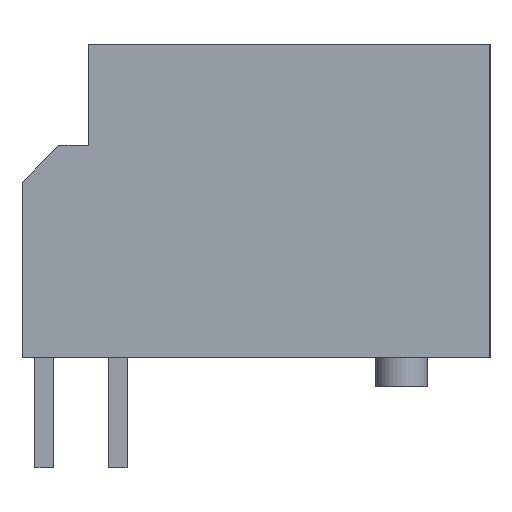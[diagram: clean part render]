
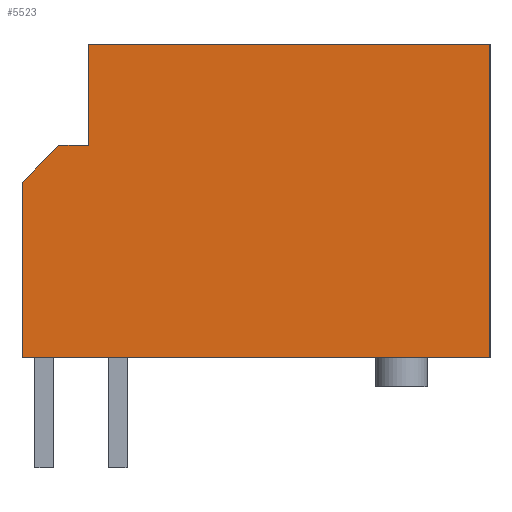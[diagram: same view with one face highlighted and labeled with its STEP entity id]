
A CAD part, left-side view. The second image highlights one B-rep face of the part: STEP entity #5523.
In plain terms, the highlighted planar face has unit normal (-1, 0, 0).
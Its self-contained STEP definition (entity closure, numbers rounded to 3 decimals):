
#238 = PLANE('',#239);
#239 = AXIS2_PLACEMENT_3D('',#240,#241,#242);
#240 = CARTESIAN_POINT('',(-2.,-12.1,0.));
#241 = DIRECTION('',(0.,0.,1.));
#242 = DIRECTION('',(0.,1.,0.));
#467 = VERTEX_POINT('',#468);
#468 = CARTESIAN_POINT('',(-2.,-12.1,0.));
#482 = PLANE('',#483);
#483 = AXIS2_PLACEMENT_3D('',#484,#485,#486);
#484 = CARTESIAN_POINT('',(-2.,-12.1,8.5));
#485 = DIRECTION('',(0.,1.,0.));
#486 = DIRECTION('',(0.,0.,-1.));
#494 = EDGE_CURVE('',#495,#467,#497,.T.);
#495 = VERTEX_POINT('',#496);
#496 = CARTESIAN_POINT('',(-2.,0.6,0.));
#497 = SURFACE_CURVE('',#498,(#502,#509),.PCURVE_S1.);
#498 = LINE('',#499,#500);
#499 = CARTESIAN_POINT('',(-2.,-12.1,0.));
#500 = VECTOR('',#501,1.);
#501 = DIRECTION('',(0.,-1.,0.));
#502 = PCURVE('',#238,#503);
#503 = DEFINITIONAL_REPRESENTATION('',(#504),#508);
#504 = LINE('',#505,#506);
#505 = CARTESIAN_POINT('',(0.,0.));
#506 = VECTOR('',#507,1.);
#507 = DIRECTION('',(-1.,0.));
#508 = ( GEOMETRIC_REPRESENTATION_CONTEXT(2) 
PARAMETRIC_REPRESENTATION_CONTEXT() REPRESENTATION_CONTEXT('2D SPACE',''
  ) );
#509 = PCURVE('',#510,#515);
#510 = PLANE('',#511);
#511 = AXIS2_PLACEMENT_3D('',#512,#513,#514);
#512 = CARTESIAN_POINT('',(-2.,0.6,8.5));
#513 = DIRECTION('',(-1.,0.,0.));
#514 = DIRECTION('',(0.,0.,-1.));
#515 = DEFINITIONAL_REPRESENTATION('',(#516),#520);
#516 = LINE('',#517,#518);
#517 = CARTESIAN_POINT('',(8.5,12.7));
#518 = VECTOR('',#519,1.);
#519 = DIRECTION('',(0.,1.));
#520 = ( GEOMETRIC_REPRESENTATION_CONTEXT(2) 
PARAMETRIC_REPRESENTATION_CONTEXT() REPRESENTATION_CONTEXT('2D SPACE',''
  ) );
#538 = PLANE('',#539);
#539 = AXIS2_PLACEMENT_3D('',#540,#541,#542);
#540 = CARTESIAN_POINT('',(-2.,0.6,4.75));
#541 = DIRECTION('',(0.,-1.,0.));
#542 = DIRECTION('',(0.,0.,1.));
#4563 = PLANE('',#4564);
#4564 = AXIS2_PLACEMENT_3D('',#4565,#4566,#4567);
#4565 = CARTESIAN_POINT('',(-2.,0.6,4.75));
#4566 = DIRECTION('',(0.,-0.707,
    -0.707));
#4567 = DIRECTION('',(0.,-0.707,0.707
    ));
#4591 = PLANE('',#4592);
#4592 = AXIS2_PLACEMENT_3D('',#4593,#4594,#4595);
#4593 = CARTESIAN_POINT('',(-2.,-0.4,5.75));
#4594 = DIRECTION('',(0.,0.,-1.));
#4595 = DIRECTION('',(0.,-1.,0.));
#4617 = PLANE('',#4618);
#4618 = AXIS2_PLACEMENT_3D('',#4619,#4620,#4621);
#4619 = CARTESIAN_POINT('',(-2.,-1.2,5.75));
#4620 = DIRECTION('',(0.,-1.,0.));
#4621 = DIRECTION('',(0.,0.,1.));
#5151 = VERTEX_POINT('',#5152);
#5152 = CARTESIAN_POINT('',(-2.,-12.1,8.5));
#5166 = PLANE('',#5167);
#5167 = AXIS2_PLACEMENT_3D('',#5168,#5169,#5170);
#5168 = CARTESIAN_POINT('',(-2.,-12.1,8.5));
#5169 = DIRECTION('',(0.,0.,-1.));
#5170 = DIRECTION('',(0.,-1.,0.));
#5178 = EDGE_CURVE('',#467,#5151,#5179,.T.);
#5179 = SURFACE_CURVE('',#5180,(#5184,#5191),.PCURVE_S1.);
#5180 = LINE('',#5181,#5182);
#5181 = CARTESIAN_POINT('',(-2.,-12.1,8.5));
#5182 = VECTOR('',#5183,1.);
#5183 = DIRECTION('',(0.,0.,1.));
#5184 = PCURVE('',#482,#5185);
#5185 = DEFINITIONAL_REPRESENTATION('',(#5186),#5190);
#5186 = LINE('',#5187,#5188);
#5187 = CARTESIAN_POINT('',(0.,0.));
#5188 = VECTOR('',#5189,1.);
#5189 = DIRECTION('',(-1.,0.));
#5190 = ( GEOMETRIC_REPRESENTATION_CONTEXT(2) 
PARAMETRIC_REPRESENTATION_CONTEXT() REPRESENTATION_CONTEXT('2D SPACE',''
  ) );
#5191 = PCURVE('',#510,#5192);
#5192 = DEFINITIONAL_REPRESENTATION('',(#5193),#5197);
#5193 = LINE('',#5194,#5195);
#5194 = CARTESIAN_POINT('',(0.,12.7));
#5195 = VECTOR('',#5196,1.);
#5196 = DIRECTION('',(-1.,0.));
#5197 = ( GEOMETRIC_REPRESENTATION_CONTEXT(2) 
PARAMETRIC_REPRESENTATION_CONTEXT() REPRESENTATION_CONTEXT('2D SPACE',''
  ) );
#5383 = VERTEX_POINT('',#5384);
#5384 = CARTESIAN_POINT('',(-2.,0.6,4.75));
#5407 = EDGE_CURVE('',#5383,#495,#5408,.T.);
#5408 = SURFACE_CURVE('',#5409,(#5413,#5420),.PCURVE_S1.);
#5409 = LINE('',#5410,#5411);
#5410 = CARTESIAN_POINT('',(-2.,0.6,4.75));
#5411 = VECTOR('',#5412,1.);
#5412 = DIRECTION('',(0.,0.,-1.));
#5413 = PCURVE('',#538,#5414);
#5414 = DEFINITIONAL_REPRESENTATION('',(#5415),#5419);
#5415 = LINE('',#5416,#5417);
#5416 = CARTESIAN_POINT('',(0.,0.));
#5417 = VECTOR('',#5418,1.);
#5418 = DIRECTION('',(-1.,0.));
#5419 = ( GEOMETRIC_REPRESENTATION_CONTEXT(2) 
PARAMETRIC_REPRESENTATION_CONTEXT() REPRESENTATION_CONTEXT('2D SPACE',''
  ) );
#5420 = PCURVE('',#510,#5421);
#5421 = DEFINITIONAL_REPRESENTATION('',(#5422),#5426);
#5422 = LINE('',#5423,#5424);
#5423 = CARTESIAN_POINT('',(3.75,0.));
#5424 = VECTOR('',#5425,1.);
#5425 = DIRECTION('',(1.,0.));
#5426 = ( GEOMETRIC_REPRESENTATION_CONTEXT(2) 
PARAMETRIC_REPRESENTATION_CONTEXT() REPRESENTATION_CONTEXT('2D SPACE',''
  ) );
#5523 = ADVANCED_FACE('',(#5524),#510,.T.);
#5524 = FACE_BOUND('',#5525,.T.);
#5525 = EDGE_LOOP('',(#5526,#5549,#5572,#5595,#5616,#5617,#5618));
#5526 = ORIENTED_EDGE('',*,*,#5527,.T.);
#5527 = EDGE_CURVE('',#5151,#5528,#5530,.T.);
#5528 = VERTEX_POINT('',#5529);
#5529 = CARTESIAN_POINT('',(-2.,-1.2,8.5));
#5530 = SURFACE_CURVE('',#5531,(#5535,#5542),.PCURVE_S1.);
#5531 = LINE('',#5532,#5533);
#5532 = CARTESIAN_POINT('',(-2.,-12.1,8.5));
#5533 = VECTOR('',#5534,1.);
#5534 = DIRECTION('',(0.,1.,0.));
#5535 = PCURVE('',#510,#5536);
#5536 = DEFINITIONAL_REPRESENTATION('',(#5537),#5541);
#5537 = LINE('',#5538,#5539);
#5538 = CARTESIAN_POINT('',(0.,12.7));
#5539 = VECTOR('',#5540,1.);
#5540 = DIRECTION('',(0.,-1.));
#5541 = ( GEOMETRIC_REPRESENTATION_CONTEXT(2) 
PARAMETRIC_REPRESENTATION_CONTEXT() REPRESENTATION_CONTEXT('2D SPACE',''
  ) );
#5542 = PCURVE('',#5166,#5543);
#5543 = DEFINITIONAL_REPRESENTATION('',(#5544),#5548);
#5544 = LINE('',#5545,#5546);
#5545 = CARTESIAN_POINT('',(0.,0.));
#5546 = VECTOR('',#5547,1.);
#5547 = DIRECTION('',(-1.,0.));
#5548 = ( GEOMETRIC_REPRESENTATION_CONTEXT(2) 
PARAMETRIC_REPRESENTATION_CONTEXT() REPRESENTATION_CONTEXT('2D SPACE',''
  ) );
#5549 = ORIENTED_EDGE('',*,*,#5550,.T.);
#5550 = EDGE_CURVE('',#5528,#5551,#5553,.T.);
#5551 = VERTEX_POINT('',#5552);
#5552 = CARTESIAN_POINT('',(-2.,-1.2,5.75));
#5553 = SURFACE_CURVE('',#5554,(#5558,#5565),.PCURVE_S1.);
#5554 = LINE('',#5555,#5556);
#5555 = CARTESIAN_POINT('',(-2.,-1.2,5.75));
#5556 = VECTOR('',#5557,1.);
#5557 = DIRECTION('',(0.,0.,-1.));
#5558 = PCURVE('',#510,#5559);
#5559 = DEFINITIONAL_REPRESENTATION('',(#5560),#5564);
#5560 = LINE('',#5561,#5562);
#5561 = CARTESIAN_POINT('',(2.75,1.8));
#5562 = VECTOR('',#5563,1.);
#5563 = DIRECTION('',(1.,0.));
#5564 = ( GEOMETRIC_REPRESENTATION_CONTEXT(2) 
PARAMETRIC_REPRESENTATION_CONTEXT() REPRESENTATION_CONTEXT('2D SPACE',''
  ) );
#5565 = PCURVE('',#4617,#5566);
#5566 = DEFINITIONAL_REPRESENTATION('',(#5567),#5571);
#5567 = LINE('',#5568,#5569);
#5568 = CARTESIAN_POINT('',(0.,0.));
#5569 = VECTOR('',#5570,1.);
#5570 = DIRECTION('',(-1.,0.));
#5571 = ( GEOMETRIC_REPRESENTATION_CONTEXT(2) 
PARAMETRIC_REPRESENTATION_CONTEXT() REPRESENTATION_CONTEXT('2D SPACE',''
  ) );
#5572 = ORIENTED_EDGE('',*,*,#5573,.T.);
#5573 = EDGE_CURVE('',#5551,#5574,#5576,.T.);
#5574 = VERTEX_POINT('',#5575);
#5575 = CARTESIAN_POINT('',(-2.,-0.4,5.75));
#5576 = SURFACE_CURVE('',#5577,(#5581,#5588),.PCURVE_S1.);
#5577 = LINE('',#5578,#5579);
#5578 = CARTESIAN_POINT('',(-2.,-0.4,5.75));
#5579 = VECTOR('',#5580,1.);
#5580 = DIRECTION('',(0.,1.,0.));
#5581 = PCURVE('',#510,#5582);
#5582 = DEFINITIONAL_REPRESENTATION('',(#5583),#5587);
#5583 = LINE('',#5584,#5585);
#5584 = CARTESIAN_POINT('',(2.75,1.));
#5585 = VECTOR('',#5586,1.);
#5586 = DIRECTION('',(0.,-1.));
#5587 = ( GEOMETRIC_REPRESENTATION_CONTEXT(2) 
PARAMETRIC_REPRESENTATION_CONTEXT() REPRESENTATION_CONTEXT('2D SPACE',''
  ) );
#5588 = PCURVE('',#4591,#5589);
#5589 = DEFINITIONAL_REPRESENTATION('',(#5590),#5594);
#5590 = LINE('',#5591,#5592);
#5591 = CARTESIAN_POINT('',(0.,0.));
#5592 = VECTOR('',#5593,1.);
#5593 = DIRECTION('',(-1.,0.));
#5594 = ( GEOMETRIC_REPRESENTATION_CONTEXT(2) 
PARAMETRIC_REPRESENTATION_CONTEXT() REPRESENTATION_CONTEXT('2D SPACE',''
  ) );
#5595 = ORIENTED_EDGE('',*,*,#5596,.T.);
#5596 = EDGE_CURVE('',#5574,#5383,#5597,.T.);
#5597 = SURFACE_CURVE('',#5598,(#5602,#5609),.PCURVE_S1.);
#5598 = LINE('',#5599,#5600);
#5599 = CARTESIAN_POINT('',(-2.,0.6,4.75));
#5600 = VECTOR('',#5601,1.);
#5601 = DIRECTION('',(0.,0.707,
    -0.707));
#5602 = PCURVE('',#510,#5603);
#5603 = DEFINITIONAL_REPRESENTATION('',(#5604),#5608);
#5604 = LINE('',#5605,#5606);
#5605 = CARTESIAN_POINT('',(3.75,0.));
#5606 = VECTOR('',#5607,1.);
#5607 = DIRECTION('',(0.707,-0.707));
#5608 = ( GEOMETRIC_REPRESENTATION_CONTEXT(2) 
PARAMETRIC_REPRESENTATION_CONTEXT() REPRESENTATION_CONTEXT('2D SPACE',''
  ) );
#5609 = PCURVE('',#4563,#5610);
#5610 = DEFINITIONAL_REPRESENTATION('',(#5611),#5615);
#5611 = LINE('',#5612,#5613);
#5612 = CARTESIAN_POINT('',(0.,0.));
#5613 = VECTOR('',#5614,1.);
#5614 = DIRECTION('',(-1.,0.));
#5615 = ( GEOMETRIC_REPRESENTATION_CONTEXT(2) 
PARAMETRIC_REPRESENTATION_CONTEXT() REPRESENTATION_CONTEXT('2D SPACE',''
  ) );
#5616 = ORIENTED_EDGE('',*,*,#5407,.T.);
#5617 = ORIENTED_EDGE('',*,*,#494,.T.);
#5618 = ORIENTED_EDGE('',*,*,#5178,.T.);
